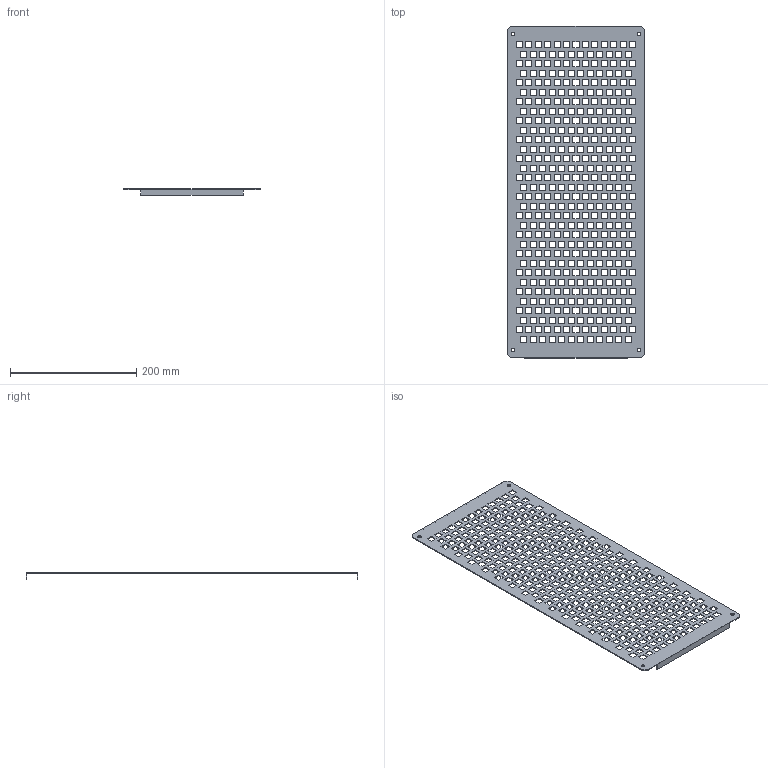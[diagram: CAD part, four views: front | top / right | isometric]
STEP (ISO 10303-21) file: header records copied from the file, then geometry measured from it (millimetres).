
FILE_DESCRIPTION((''),'2;1');
FILE_NAME('OPEN_CASCADE_STEP_TRANSLATOR-10_ASM','2023-01-26T08:47:15',('klemen.sitar'),('Audax d.o.o.'),'CREO PARAMETRIC BY PTC INC, 2021304','CREO PARAMETRIC BY PTC INC, 2021304','');
FILE_SCHEMA(('AP242_MANAGED_MODEL_BASED_3D_ENGINEERING_MIM_LF { 1 0 10303 442 1 1 4 }'));
Products named in the file (2): OPEN_CASCADE_STEP_TRANS-1098016; OPEN_CASCADE_STEP_TRANSLATOR-10_ASM
Assembly tree (1 placements, depth 2):
  OPEN_CASCADE_STEP_TRANSLATOR-10_ASM
    OPEN_CASCADE_STEP_TRANS-1098016
Bounding box: 216 x 525 x 10 mm (x, y, z)
Volume: 119863.5 mm3; surface area: 184978 mm2
Topology: 1 solids, 1 shells, 1626 faces, 4872 edges, 3248 vertices
Faces by surface type: plane 1618, cylinder 8
Entity records: 81446 total; most frequent: CARTESIAN_POINT 9754, ORIENTED_EDGE 9744, DIRECTION 8148, PRESENTATION_STYLE_ASSIGNMENT 6501, STYLED_ITEM 6501, CURVE_STYLE 4874, EDGE_CURVE 4872, VECTOR 4856
